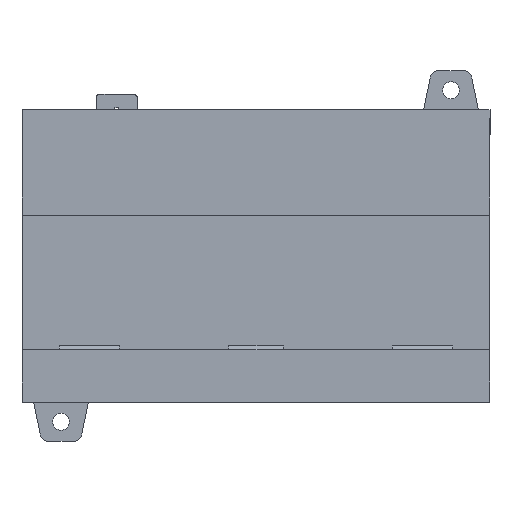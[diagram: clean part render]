
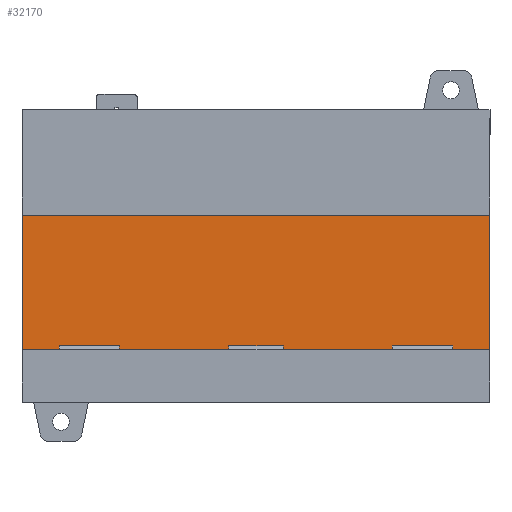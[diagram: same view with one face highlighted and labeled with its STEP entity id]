
A CAD part, front view. The second image highlights one B-rep face of the part: STEP entity #32170.
In plain terms, the highlighted planar face has unit normal (0, -1, 0).
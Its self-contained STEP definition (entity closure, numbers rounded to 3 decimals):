
#7626 = CARTESIAN_POINT ( 'NONE',  ( 96.832, -33.112, 34.332 ) ) ;
#7627 = DIRECTION ( 'NONE',  ( 0., 0., -1. ) ) ;
#7628 = VECTOR ( 'NONE', #7627, 1000. ) ;
#7629 = CARTESIAN_POINT ( 'NONE',  ( 96.832, -33.112, 59.332 ) ) ;
#7630 = LINE ( 'NONE', #7629, #7628 ) ;
#7851 = CARTESIAN_POINT ( 'NONE',  ( 96.832, -33.112, 69.832 ) ) ;
#22958 = CARTESIAN_POINT ( 'NONE',  ( -23.168, -33.112, 34.332 ) ) ;
#22983 = DIRECTION ( 'NONE',  ( 0., 0., -1. ) ) ;
#22984 = VECTOR ( 'NONE', #22983, 1000. ) ;
#22985 = CARTESIAN_POINT ( 'NONE',  ( -23.168, -33.112, 59.332 ) ) ;
#22986 = LINE ( 'NONE', #22985, #22984 ) ;
#23033 = CARTESIAN_POINT ( 'NONE',  ( -23.168, -33.112, 69.832 ) ) ;
#23524 = FACE_OUTER_BOUND ( 'NONE', #32171, .T. ) ;
#23529 = DIRECTION ( 'NONE',  ( 1., 0., 0. ) ) ;
#23530 = VECTOR ( 'NONE', #23529, 1000. ) ;
#23531 = CARTESIAN_POINT ( 'NONE',  ( -23.168, -33.112, 69.832 ) ) ;
#23532 = LINE ( 'NONE', #23531, #23530 ) ;
#23564 = DIRECTION ( 'NONE',  ( 1., 0., 0. ) ) ;
#23565 = VECTOR ( 'NONE', #23564, 1000. ) ;
#23566 = CARTESIAN_POINT ( 'NONE',  ( -23.168, -33.112, 34.332 ) ) ;
#23567 = LINE ( 'NONE', #23566, #23565 ) ;
#23569 = DIRECTION ( 'NONE',  ( -1., 0., 0. ) ) ;
#23570 = DIRECTION ( 'NONE',  ( 0., -1., 0. ) ) ;
#23571 = CARTESIAN_POINT ( 'NONE',  ( -23.168, -33.112, 59.332 ) ) ;
#23572 = AXIS2_PLACEMENT_3D ( 'NONE', #23571, #23570, #23569 ) ;
#23573 = PLANE ( 'NONE',  #23572 ) ;
#31957 = VERTEX_POINT ( 'NONE', #22958 ) ;
#31973 = EDGE_CURVE ( 'NONE', #31992, #31957, #22986, .T. ) ;
#31992 = VERTEX_POINT ( 'NONE', #23033 ) ;
#32169 = EDGE_CURVE ( 'NONE', #31992, #38331, #23532, .T. ) ;
#32170 = ADVANCED_FACE ( 'NONE', ( #23524 ), #23573, .T. ) ;
#32171 = EDGE_LOOP ( 'NONE', ( #32172, #32174, #32175, #32176 ) ) ;
#32172 = ORIENTED_EDGE ( 'NONE', *, *, #32173, .T. ) ;
#32173 = EDGE_CURVE ( 'NONE', #31957, #38251, #23567, .T. ) ;
#32174 = ORIENTED_EDGE ( 'NONE', *, *, #38250, .F. ) ;
#32175 = ORIENTED_EDGE ( 'NONE', *, *, #32169, .F. ) ;
#32176 = ORIENTED_EDGE ( 'NONE', *, *, #31973, .T. ) ;
#38250 = EDGE_CURVE ( 'NONE', #38331, #38251, #7630, .T. ) ;
#38251 = VERTEX_POINT ( 'NONE', #7626 ) ;
#38331 = VERTEX_POINT ( 'NONE', #7851 ) ;
